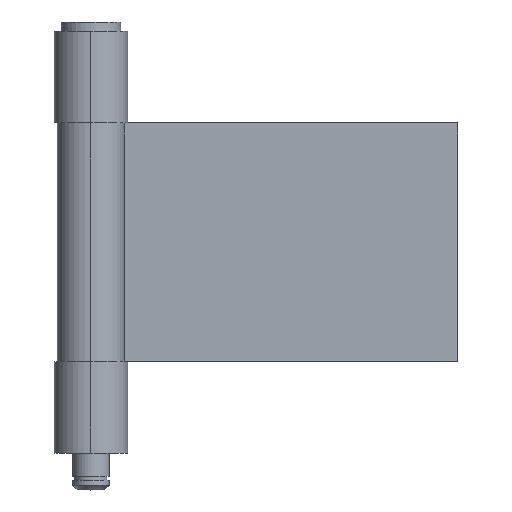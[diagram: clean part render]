
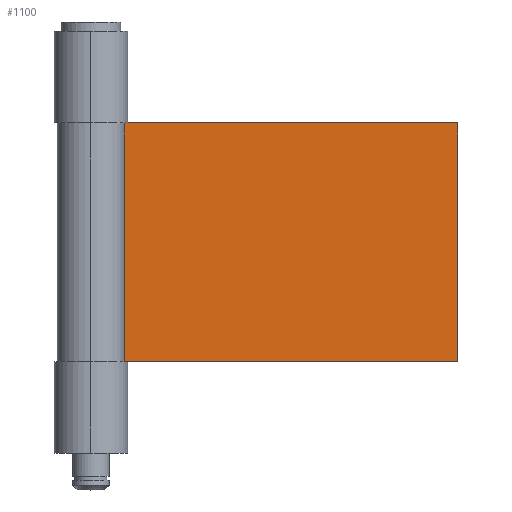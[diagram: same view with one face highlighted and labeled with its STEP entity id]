
A CAD part, top view. The second image highlights one B-rep face of the part: STEP entity #1100.
In plain terms, the highlighted planar face has unit normal (0, 0, 1).
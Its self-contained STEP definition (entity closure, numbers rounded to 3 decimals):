
#38 = CARTESIAN_POINT ( 'NONE',  ( 80., 52., 0. ) ) ;
#131 = VERTEX_POINT ( 'NONE', #1242 ) ;
#158 = DIRECTION ( 'NONE',  ( 1., 0., 0. ) ) ;
#172 = CARTESIAN_POINT ( 'NONE',  ( 7.3, 52., 0. ) ) ;
#173 = ORIENTED_EDGE ( 'NONE', *, *, #560, .T. ) ;
#181 = CARTESIAN_POINT ( 'NONE',  ( 80., 0., 0. ) ) ;
#198 = ORIENTED_EDGE ( 'NONE', *, *, #1163, .T. ) ;
#223 = CARTESIAN_POINT ( 'NONE',  ( 80., 0., 0. ) ) ;
#278 = LINE ( 'NONE', #1274, #894 ) ;
#358 = CARTESIAN_POINT ( 'NONE',  ( 7.3, 0., 0. ) ) ;
#362 = DIRECTION ( 'NONE',  ( 0., -1., 0. ) ) ;
#383 = VERTEX_POINT ( 'NONE', #223 ) ;
#393 = EDGE_CURVE ( 'NONE', #669, #131, #1287, .T. ) ;
#525 = VECTOR ( 'NONE', #158, 1000. ) ;
#528 = DIRECTION ( 'NONE',  ( 1., 0., 0. ) ) ;
#543 = VERTEX_POINT ( 'NONE', #358 ) ;
#547 = FACE_OUTER_BOUND ( 'NONE', #726, .T. ) ;
#560 = EDGE_CURVE ( 'NONE', #669, #543, #796, .T. ) ;
#575 = EDGE_CURVE ( 'NONE', #131, #383, #278, .T. ) ;
#647 = DIRECTION ( 'NONE',  ( 0., 0., -1. ) ) ;
#663 = ORIENTED_EDGE ( 'NONE', *, *, #393, .F. ) ;
#669 = VERTEX_POINT ( 'NONE', #172 ) ;
#674 = CARTESIAN_POINT ( 'NONE',  ( 7.3, 52., 0. ) ) ;
#726 = EDGE_LOOP ( 'NONE', ( #198, #753, #663, #173 ) ) ;
#753 = ORIENTED_EDGE ( 'NONE', *, *, #575, .F. ) ;
#796 = LINE ( 'NONE', #674, #808 ) ;
#808 = VECTOR ( 'NONE', #973, 1000. ) ;
#894 = VECTOR ( 'NONE', #362, 1000. ) ;
#960 = PLANE ( 'NONE',  #1064 ) ;
#973 = DIRECTION ( 'NONE',  ( 0., -1., 0. ) ) ;
#1003 = LINE ( 'NONE', #181, #525 ) ;
#1038 = VECTOR ( 'NONE', #528, 1000. ) ;
#1052 = DIRECTION ( 'NONE',  ( -1., 0., 0. ) ) ;
#1064 = AXIS2_PLACEMENT_3D ( 'NONE', #1158, #647, #1052 ) ;
#1100 = ADVANCED_FACE ( 'NONE', ( #547 ), #960, .F. ) ;
#1158 = CARTESIAN_POINT ( 'NONE',  ( 80., 52., 0. ) ) ;
#1163 = EDGE_CURVE ( 'NONE', #543, #383, #1003, .T. ) ;
#1242 = CARTESIAN_POINT ( 'NONE',  ( 80., 52., 0. ) ) ;
#1274 = CARTESIAN_POINT ( 'NONE',  ( 80., 52., 0. ) ) ;
#1287 = LINE ( 'NONE', #38, #1038 ) ;
